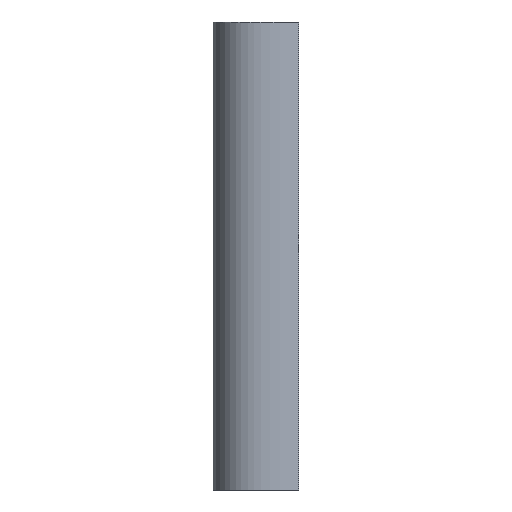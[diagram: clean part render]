
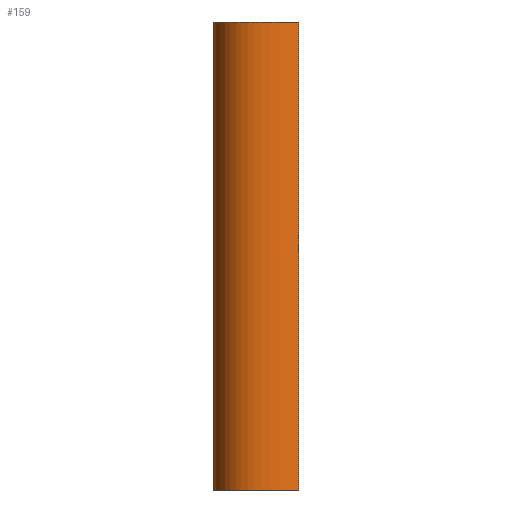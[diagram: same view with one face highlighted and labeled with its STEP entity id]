
A CAD part, left-side view. The second image highlights one B-rep face of the part: STEP entity #159.
In plain terms, the highlighted free-form (B-spline) face has degree [3, 1] with [16, 2] control points.
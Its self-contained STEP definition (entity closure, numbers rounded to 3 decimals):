
#15=B_SPLINE_SURFACE_WITH_KNOTS('',3,1,((#607,#608),(#609,#610),(#611,#612),
(#613,#614),(#615,#616),(#617,#618),(#619,#620),(#621,#622),(#623,#624),
(#625,#626),(#627,#628),(#629,#630),(#631,#632),(#633,#634),(#635,#636),
(#637,#638)),.UNSPECIFIED.,.F.,.F.,.F.,(4,3,3,3,3,4),(2,2),(0.,0.235,
0.414,0.611,0.815,1.),(0.,18.8),
 .UNSPECIFIED.);
#20=B_SPLINE_CURVE_WITH_KNOTS('',3,(#587,#588,#589,#590,#591,#592,#593,
#594,#595,#596,#597,#598,#599,#600,#601,#602),.UNSPECIFIED.,.F.,.F.,(4,
3,3,3,3,4),(0.,0.235,0.414,0.611,0.815,
1.),.UNSPECIFIED.);
#21=B_SPLINE_CURVE_WITH_KNOTS('',3,(#639,#640,#641,#642,#643,#644,#645,
#646,#647,#648,#649,#650,#651,#652,#653,#654),.UNSPECIFIED.,.F.,.F.,(4,
3,3,3,3,4),(0.,0.235,0.414,0.611,0.815,
1.),.UNSPECIFIED.);
#32=FACE_OUTER_BOUND('',#42,.T.);
#42=EDGE_LOOP('',(#136,#137,#138,#139));
#48=LINE('',#224,#62);
#57=LINE('',#606,#71);
#62=VECTOR('',#190,10.);
#71=VECTOR('',#209,10.);
#76=VERTEX_POINT('',#221);
#77=VERTEX_POINT('',#223);
#82=VERTEX_POINT('',#585);
#83=VERTEX_POINT('',#604);
#88=EDGE_CURVE('',#76,#77,#48,.T.);
#100=EDGE_CURVE('',#76,#82,#20,.T.);
#102=EDGE_CURVE('',#82,#83,#57,.T.);
#103=EDGE_CURVE('',#77,#83,#21,.T.);
#136=ORIENTED_EDGE('',*,*,#100,.T.);
#137=ORIENTED_EDGE('',*,*,#102,.T.);
#138=ORIENTED_EDGE('',*,*,#103,.F.);
#139=ORIENTED_EDGE('',*,*,#88,.F.);
#159=ADVANCED_FACE('',(#32),#15,.T.);
#190=DIRECTION('',(0.,0.,1.));
#209=DIRECTION('',(0.,0.,1.));
#221=CARTESIAN_POINT('',(-4.362,6.917,0.));
#223=CARTESIAN_POINT('',(-4.362,6.917,188.));
#224=CARTESIAN_POINT('',(-4.362,6.917,0.));
#585=CARTESIAN_POINT('',(-21.836,-27.435,0.));
#587=CARTESIAN_POINT('Ctrl Pts',(-4.362,6.917,0.));
#588=CARTESIAN_POINT('Ctrl Pts',(-8.1,6.272,0.));
#589=CARTESIAN_POINT('Ctrl Pts',(-11.517,5.1,0.));
#590=CARTESIAN_POINT('Ctrl Pts',(-14.499,3.231,0.));
#591=CARTESIAN_POINT('Ctrl Pts',(-16.777,1.804,0.));
#592=CARTESIAN_POINT('Ctrl Pts',(-18.785,-0.084,
0.));
#593=CARTESIAN_POINT('Ctrl Pts',(-20.259,-2.386,0.));
#594=CARTESIAN_POINT('Ctrl Pts',(-21.874,-4.909,0.));
#595=CARTESIAN_POINT('Ctrl Pts',(-22.816,-7.871,0.));
#596=CARTESIAN_POINT('Ctrl Pts',(-23.189,-10.8,0.));
#597=CARTESIAN_POINT('Ctrl Pts',(-23.577,-13.849,0.));
#598=CARTESIAN_POINT('Ctrl Pts',(-23.392,-16.831,0.));
#599=CARTESIAN_POINT('Ctrl Pts',(-23.059,-19.71,0.));
#600=CARTESIAN_POINT('Ctrl Pts',(-22.757,-22.312,0.));
#601=CARTESIAN_POINT('Ctrl Pts',(-22.333,-24.871,0.));
#602=CARTESIAN_POINT('Ctrl Pts',(-21.836,-27.435,0.));
#604=CARTESIAN_POINT('',(-21.836,-27.435,188.));
#606=CARTESIAN_POINT('',(-21.836,-27.435,0.));
#607=CARTESIAN_POINT('Ctrl Pts',(-4.362,6.917,0.));
#608=CARTESIAN_POINT('Ctrl Pts',(-4.362,6.917,188.));
#609=CARTESIAN_POINT('Ctrl Pts',(-8.1,6.272,0.));
#610=CARTESIAN_POINT('Ctrl Pts',(-8.1,6.272,188.));
#611=CARTESIAN_POINT('Ctrl Pts',(-11.517,5.1,0.));
#612=CARTESIAN_POINT('Ctrl Pts',(-11.517,5.1,188.));
#613=CARTESIAN_POINT('Ctrl Pts',(-14.499,3.231,0.));
#614=CARTESIAN_POINT('Ctrl Pts',(-14.499,3.231,188.));
#615=CARTESIAN_POINT('Ctrl Pts',(-16.777,1.804,0.));
#616=CARTESIAN_POINT('Ctrl Pts',(-16.777,1.804,188.));
#617=CARTESIAN_POINT('Ctrl Pts',(-18.785,-0.084,
0.));
#618=CARTESIAN_POINT('Ctrl Pts',(-18.785,-0.084,
188.));
#619=CARTESIAN_POINT('Ctrl Pts',(-20.259,-2.386,0.));
#620=CARTESIAN_POINT('Ctrl Pts',(-20.259,-2.386,188.));
#621=CARTESIAN_POINT('Ctrl Pts',(-21.874,-4.909,0.));
#622=CARTESIAN_POINT('Ctrl Pts',(-21.874,-4.909,188.));
#623=CARTESIAN_POINT('Ctrl Pts',(-22.816,-7.871,0.));
#624=CARTESIAN_POINT('Ctrl Pts',(-22.816,-7.871,188.));
#625=CARTESIAN_POINT('Ctrl Pts',(-23.189,-10.8,0.));
#626=CARTESIAN_POINT('Ctrl Pts',(-23.189,-10.8,188.));
#627=CARTESIAN_POINT('Ctrl Pts',(-23.577,-13.849,0.));
#628=CARTESIAN_POINT('Ctrl Pts',(-23.577,-13.849,188.));
#629=CARTESIAN_POINT('Ctrl Pts',(-23.392,-16.831,0.));
#630=CARTESIAN_POINT('Ctrl Pts',(-23.392,-16.831,188.));
#631=CARTESIAN_POINT('Ctrl Pts',(-23.059,-19.71,0.));
#632=CARTESIAN_POINT('Ctrl Pts',(-23.059,-19.71,188.));
#633=CARTESIAN_POINT('Ctrl Pts',(-22.757,-22.312,0.));
#634=CARTESIAN_POINT('Ctrl Pts',(-22.757,-22.312,188.));
#635=CARTESIAN_POINT('Ctrl Pts',(-22.333,-24.871,0.));
#636=CARTESIAN_POINT('Ctrl Pts',(-22.333,-24.871,188.));
#637=CARTESIAN_POINT('Ctrl Pts',(-21.836,-27.435,0.));
#638=CARTESIAN_POINT('Ctrl Pts',(-21.836,-27.435,188.));
#639=CARTESIAN_POINT('Ctrl Pts',(-4.362,6.917,188.));
#640=CARTESIAN_POINT('Ctrl Pts',(-8.1,6.272,188.));
#641=CARTESIAN_POINT('Ctrl Pts',(-11.517,5.1,188.));
#642=CARTESIAN_POINT('Ctrl Pts',(-14.499,3.231,188.));
#643=CARTESIAN_POINT('Ctrl Pts',(-16.777,1.804,188.));
#644=CARTESIAN_POINT('Ctrl Pts',(-18.785,-0.084,
188.));
#645=CARTESIAN_POINT('Ctrl Pts',(-20.259,-2.386,188.));
#646=CARTESIAN_POINT('Ctrl Pts',(-21.874,-4.909,188.));
#647=CARTESIAN_POINT('Ctrl Pts',(-22.816,-7.871,188.));
#648=CARTESIAN_POINT('Ctrl Pts',(-23.189,-10.8,188.));
#649=CARTESIAN_POINT('Ctrl Pts',(-23.577,-13.849,188.));
#650=CARTESIAN_POINT('Ctrl Pts',(-23.392,-16.831,188.));
#651=CARTESIAN_POINT('Ctrl Pts',(-23.059,-19.71,188.));
#652=CARTESIAN_POINT('Ctrl Pts',(-22.757,-22.312,188.));
#653=CARTESIAN_POINT('Ctrl Pts',(-22.333,-24.871,188.));
#654=CARTESIAN_POINT('Ctrl Pts',(-21.836,-27.435,188.));
